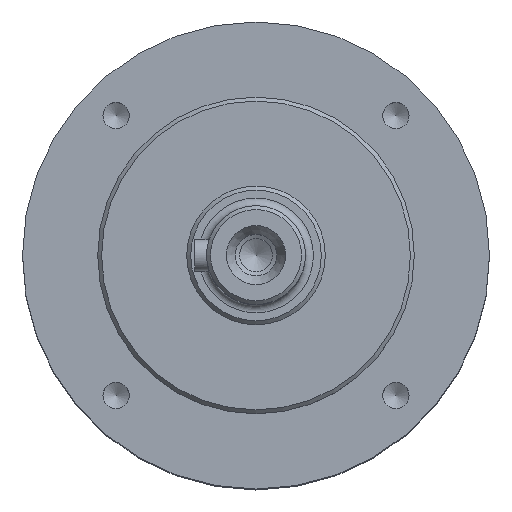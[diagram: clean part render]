
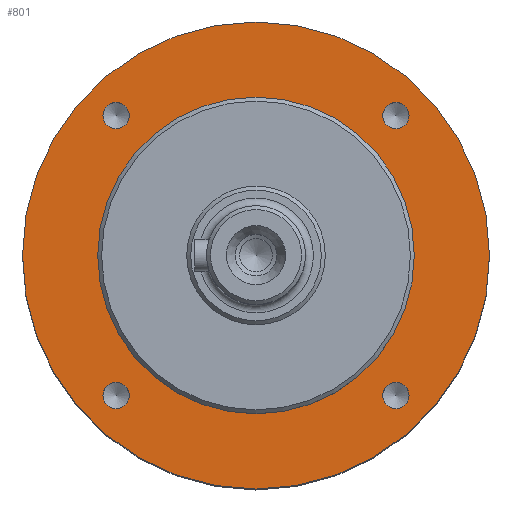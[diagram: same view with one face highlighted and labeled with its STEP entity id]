
A CAD part, top view. The second image highlights one B-rep face of the part: STEP entity #801.
In plain terms, the highlighted planar face has unit normal (0, 0, 1).
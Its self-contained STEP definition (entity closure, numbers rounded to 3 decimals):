
#636=CARTESIAN_POINT('',(38.679,-35.355,0.0));
#637=VERTEX_POINT('',#636);
#638=CARTESIAN_POINT('',(35.355,-35.355,0.0));
#639=DIRECTION('',(0.0,0.0,-1.0));
#640=DIRECTION('',(1.0,0.0,0.0));
#641=AXIS2_PLACEMENT_3D('',#638,#639,#640);
#642=CIRCLE('',#641,3.324);
#643=EDGE_CURVE('',#637,#637,#642,.T.);
#673=CARTESIAN_POINT('',(-32.032,-35.355,0.0));
#674=VERTEX_POINT('',#673);
#675=CARTESIAN_POINT('',(-35.355,-35.355,0.0));
#676=DIRECTION('',(0.0,0.0,-1.0));
#677=DIRECTION('',(1.0,0.0,0.0));
#678=AXIS2_PLACEMENT_3D('',#675,#676,#677);
#679=CIRCLE('',#678,3.324);
#680=EDGE_CURVE('',#674,#674,#679,.T.);
#710=CARTESIAN_POINT('',(-32.032,35.355,0.0));
#711=VERTEX_POINT('',#710);
#712=CARTESIAN_POINT('',(-35.355,35.355,0.0));
#713=DIRECTION('',(0.0,0.0,-1.0));
#714=DIRECTION('',(1.0,0.0,0.0));
#715=AXIS2_PLACEMENT_3D('',#712,#713,#714);
#716=CIRCLE('',#715,3.324);
#717=EDGE_CURVE('',#711,#711,#716,.T.);
#747=CARTESIAN_POINT('',(38.679,35.355,0.0));
#748=VERTEX_POINT('',#747);
#749=CARTESIAN_POINT('',(35.355,35.355,0.0));
#750=DIRECTION('',(0.0,0.0,-1.0));
#751=DIRECTION('',(1.0,0.0,0.0));
#752=AXIS2_PLACEMENT_3D('',#749,#750,#751);
#753=CIRCLE('',#752,3.324);
#754=EDGE_CURVE('',#748,#748,#753,.T.);
#762=CARTESIAN_POINT('',(0.0,0.0,0.0));
#763=DIRECTION('',(0.0,0.0,1.0));
#764=DIRECTION('',(1.0,0.0,0.0));
#765=AXIS2_PLACEMENT_3D('',#762,#763,#764);
#766=PLANE('',#765);
#767=CARTESIAN_POINT('',(-59.0,0.,0.0));
#768=VERTEX_POINT('',#767);
#769=CARTESIAN_POINT('',(0.0,0.0,0.0));
#770=DIRECTION('',(0.0,0.0,1.0));
#771=DIRECTION('',(1.0,0.0,0.0));
#772=AXIS2_PLACEMENT_3D('',#769,#770,#771);
#773=CIRCLE('',#772,59.0);
#774=EDGE_CURVE('',#768,#768,#773,.T.);
#775=ORIENTED_EDGE('',*,*,#774,.T.);
#776=EDGE_LOOP('',(#775));
#777=FACE_OUTER_BOUND('',#776,.T.);
#778=ORIENTED_EDGE('',*,*,#643,.T.);
#779=EDGE_LOOP('',(#778));
#780=FACE_BOUND('',#779,.T.);
#781=ORIENTED_EDGE('',*,*,#680,.T.);
#782=EDGE_LOOP('',(#781));
#783=FACE_BOUND('',#782,.T.);
#784=ORIENTED_EDGE('',*,*,#717,.T.);
#785=EDGE_LOOP('',(#784));
#786=FACE_BOUND('',#785,.T.);
#787=ORIENTED_EDGE('',*,*,#754,.T.);
#788=EDGE_LOOP('',(#787));
#789=FACE_BOUND('',#788,.T.);
#790=CARTESIAN_POINT('',(40.0,0.,0.0));
#791=VERTEX_POINT('',#790);
#792=CARTESIAN_POINT('',(0.0,0.0,0.0));
#793=DIRECTION('',(0.0,0.0,-1.0));
#794=DIRECTION('',(-1.0,0.0,0.0));
#795=AXIS2_PLACEMENT_3D('',#792,#793,#794);
#796=CIRCLE('',#795,40.0);
#797=EDGE_CURVE('',#791,#791,#796,.T.);
#798=ORIENTED_EDGE('',*,*,#797,.T.);
#799=EDGE_LOOP('',(#798));
#800=FACE_BOUND('',#799,.T.);
#801=ADVANCED_FACE('',(#777,#780,#783,#786,#789,#800),#766,.T.);
